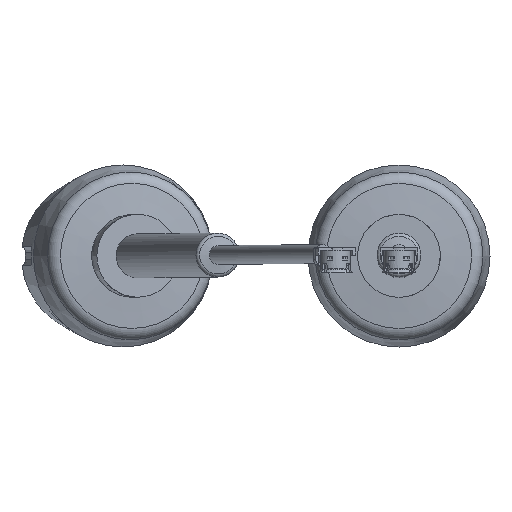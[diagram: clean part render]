
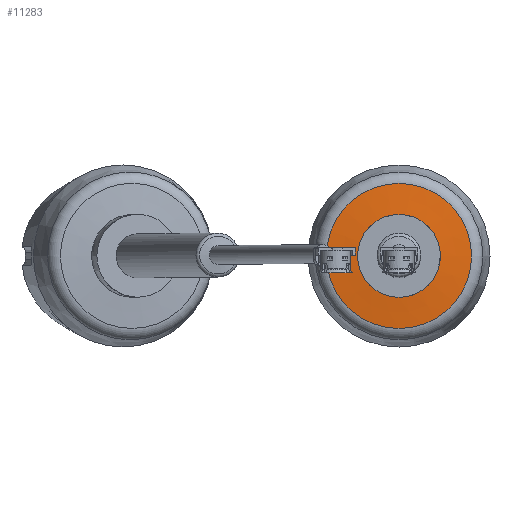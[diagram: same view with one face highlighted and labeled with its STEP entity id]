
A CAD part, top view. The second image highlights one B-rep face of the part: STEP entity #11283.
In plain terms, the highlighted conical face has half-angle 85 degrees and reference radius 4.541 mm.
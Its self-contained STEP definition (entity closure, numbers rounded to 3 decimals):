
#21=CONICAL_SURFACE('',#12093,4.541,1.484);
#868=LINE('',#19404,#1700);
#1700=VECTOR('',#13935,4.541);
#2587=FACE_OUTER_BOUND('',#3221,.T.);
#3221=EDGE_LOOP('',(#8714,#8715,#8716,#8717,#8718,#8719));
#4121=CIRCLE('',#12090,5.782);
#4122=CIRCLE('',#12091,5.782);
#4124=CIRCLE('',#12094,3.299);
#4125=CIRCLE('',#12095,3.299);
#4900=VERTEX_POINT('',#19394);
#4901=VERTEX_POINT('',#19395);
#4902=VERTEX_POINT('',#19400);
#4903=VERTEX_POINT('',#19401);
#6257=EDGE_CURVE('',#4900,#4901,#4121,.T.);
#6258=EDGE_CURVE('',#4901,#4900,#4122,.T.);
#6260=EDGE_CURVE('',#4902,#4903,#4124,.T.);
#6261=EDGE_CURVE('',#4903,#4902,#4125,.T.);
#6262=EDGE_CURVE('',#4903,#4900,#868,.T.);
#8714=ORIENTED_EDGE('',*,*,#6260,.F.);
#8715=ORIENTED_EDGE('',*,*,#6261,.F.);
#8716=ORIENTED_EDGE('',*,*,#6262,.T.);
#8717=ORIENTED_EDGE('',*,*,#6257,.T.);
#8718=ORIENTED_EDGE('',*,*,#6258,.T.);
#8719=ORIENTED_EDGE('',*,*,#6262,.F.);
#11283=ADVANCED_FACE('',(#2587),#21,.T.);
#12090=AXIS2_PLACEMENT_3D('',#19396,#13923,#13924);
#12091=AXIS2_PLACEMENT_3D('',#19397,#13925,#13926);
#12093=AXIS2_PLACEMENT_3D('',#19399,#13929,#13930);
#12094=AXIS2_PLACEMENT_3D('',#19402,#13931,#13932);
#12095=AXIS2_PLACEMENT_3D('',#19403,#13933,#13934);
#13923=DIRECTION('center_axis',(0.,0.,
1.));
#13924=DIRECTION('ref_axis',(1.,0.,0.));
#13925=DIRECTION('center_axis',(0.,0.,
1.));
#13926=DIRECTION('ref_axis',(1.,0.,0.));
#13929=DIRECTION('center_axis',(0.,0.,
-1.));
#13930=DIRECTION('ref_axis',(1.,0.,0.));
#13931=DIRECTION('center_axis',(0.,0.,
1.));
#13932=DIRECTION('ref_axis',(1.,0.,0.));
#13933=DIRECTION('center_axis',(0.,0.,
1.));
#13934=DIRECTION('ref_axis',(1.,0.,0.));
#13935=DIRECTION('',(-0.996,0.,-0.087));
#19394=CARTESIAN_POINT('',(-5.782,1.17,3.958));
#19395=CARTESIAN_POINT('',(0.,6.952,3.958));
#19396=CARTESIAN_POINT('Origin',(0.,1.17,3.958));
#19397=CARTESIAN_POINT('Origin',(0.,1.17,3.958));
#19399=CARTESIAN_POINT('Origin',(0.,1.17,4.066));
#19400=CARTESIAN_POINT('',(3.299,1.17,4.175));
#19401=CARTESIAN_POINT('',(-3.299,1.17,4.175));
#19402=CARTESIAN_POINT('Origin',(0.,1.17,4.175));
#19403=CARTESIAN_POINT('Origin',(0.,1.17,4.175));
#19404=CARTESIAN_POINT('',(-4.541,1.17,4.066));
